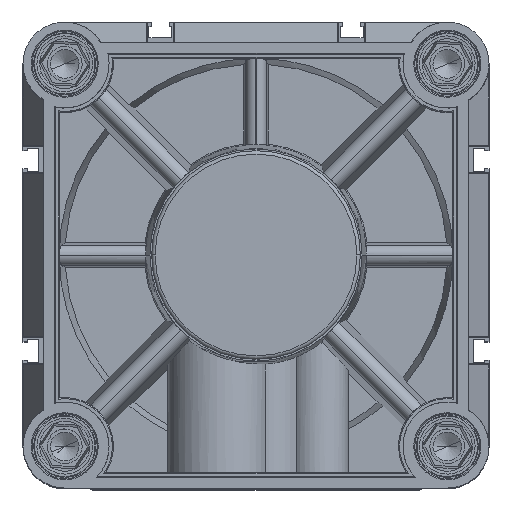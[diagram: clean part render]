
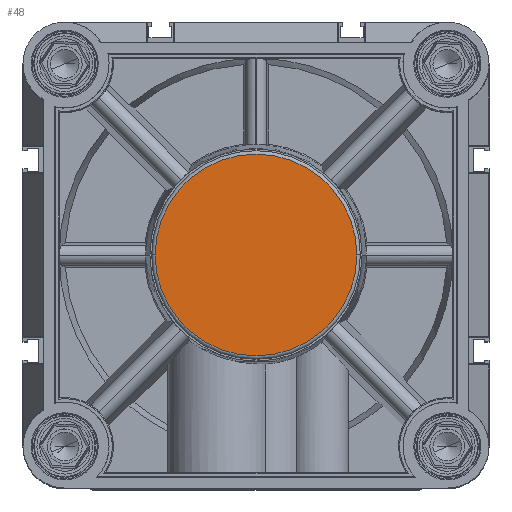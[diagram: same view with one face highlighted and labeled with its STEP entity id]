
A CAD part, top view. The second image highlights one B-rep face of the part: STEP entity #48.
In plain terms, the highlighted planar face has unit normal (0, 0, 1).
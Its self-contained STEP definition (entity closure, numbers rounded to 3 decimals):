
#48 = ADVANCED_FACE ( 'NONE', ( #7991 ), #47744, .T. ) ;
#4942 = CIRCLE ( 'NONE', #34580, 29. ) ;
#6396 = CARTESIAN_POINT ( 'NONE',  ( 90., 61., 51.3 ) ) ;
#7395 = ORIENTED_EDGE ( 'NONE', *, *, #15046, .T. ) ;
#7991 = FACE_OUTER_BOUND ( 'NONE', #23545, .T. ) ;
#8763 = VERTEX_POINT ( 'NONE', #41886 ) ;
#9464 = AXIS2_PLACEMENT_3D ( 'NONE', #40990, #39997, #27347 ) ;
#14306 = CIRCLE ( 'NONE', #22113, 29. ) ;
#15046 = EDGE_CURVE ( 'NONE', #8763, #37946, #14306, .T. ) ;
#22113 = AXIS2_PLACEMENT_3D ( 'NONE', #46298, #46264, #46254 ) ;
#22258 = CARTESIAN_POINT ( 'NONE',  ( 61., 61., 51.3 ) ) ;
#23545 = EDGE_LOOP ( 'NONE', ( #48487, #7395 ) ) ;
#26074 = DIRECTION ( 'NONE',  ( 1., 0., 0. ) ) ;
#27347 = DIRECTION ( 'NONE',  ( 1., 0., 0. ) ) ;
#34580 = AXIS2_PLACEMENT_3D ( 'NONE', #22258, #48786, #26074 ) ;
#37946 = VERTEX_POINT ( 'NONE', #6396 ) ;
#39251 = EDGE_CURVE ( 'NONE', #37946, #8763, #4942, .T. ) ;
#39997 = DIRECTION ( 'NONE',  ( 0., 0., 1. ) ) ;
#40990 = CARTESIAN_POINT ( 'NONE',  ( 61., 61., 51.3 ) ) ;
#41886 = CARTESIAN_POINT ( 'NONE',  ( 32., 61., 51.3 ) ) ;
#46254 = DIRECTION ( 'NONE',  ( 1., 0., 0. ) ) ;
#46264 = DIRECTION ( 'NONE',  ( 0., 0., 1. ) ) ;
#46298 = CARTESIAN_POINT ( 'NONE',  ( 61., 61., 51.3 ) ) ;
#47744 = PLANE ( 'NONE',  #9464 ) ;
#48487 = ORIENTED_EDGE ( 'NONE', *, *, #39251, .T. ) ;
#48786 = DIRECTION ( 'NONE',  ( 0., 0., 1. ) ) ;
